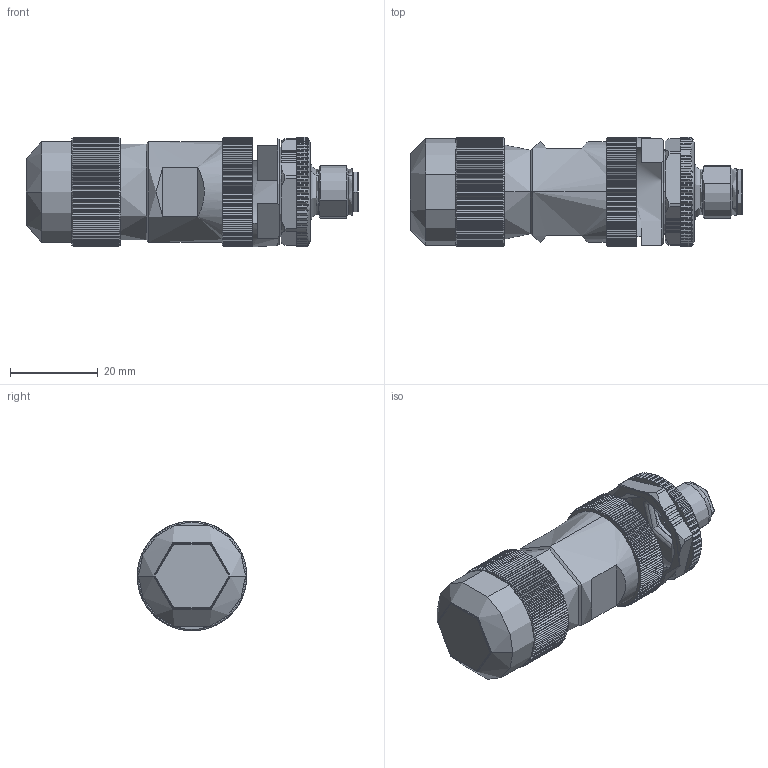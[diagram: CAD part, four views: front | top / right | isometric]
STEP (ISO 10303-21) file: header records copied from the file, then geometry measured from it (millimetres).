
FILE_DESCRIPTION((''),'2;1');
FILE_NAME('CAD-8063','2021-11-24T11:46:52',('creinig-se'),(''),'CREO PARAMETRIC BY PTC INC, 2019292','CREO PARAMETRIC BY PTC INC, 2019292','');
FILE_SCHEMA(('CONFIG_CONTROL_DESIGN','SHAPE_APPEARANCE_LAYERS_GROUPS'));
Products named in the file (1): CAD-8063
Bounding box: 75.8 x 25 x 25 mm (x, y, z)
Topology: 0 solids, 67 shells, 1223 faces, 3586 edges, 2427 vertices
Faces by surface type: plane 849, cylinder 311, cone 28, torus 25, sphere 10
Full cylindrical faces by diameter (mm): 25 x1
Entity records: 56057 total; most frequent: CARTESIAN_POINT 12563, ORIENTED_EDGE 7268, DIRECTION 5878, PRESENTATION_STYLE_ASSIGNMENT 3716, STYLED_ITEM 3634, EDGE_CURVE 3634, CURVE_STYLE 3633, VERTEX_POINT 2427
